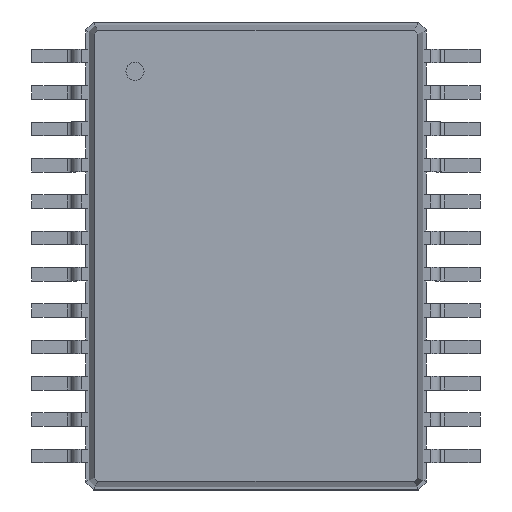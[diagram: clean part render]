
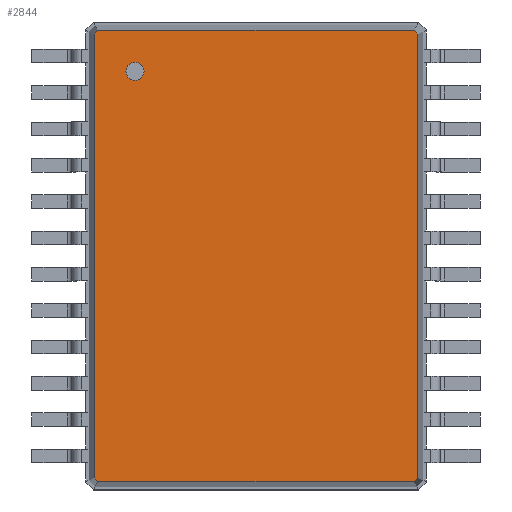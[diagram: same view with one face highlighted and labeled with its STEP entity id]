
A CAD part, top view. The second image highlights one B-rep face of the part: STEP entity #2844.
In plain terms, the highlighted planar face has unit normal (0, 0, 1).
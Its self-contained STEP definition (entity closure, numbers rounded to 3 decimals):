
#13=DIRECTION('',(0.,0.,1.));
#27=VECTOR('',#28,1.);
#28=DIRECTION('',(0.,-1.,0.));
#36=DIRECTION('',(0.,1.,0.));
#58=VECTOR('',#59,1.);
#59=DIRECTION('',(1.,0.,0.));
#130=VECTOR('',#131,1.);
#131=DIRECTION('',(-1.,0.,0.));
#453=VECTOR('',#454,1.);
#454=DIRECTION('',(0.707,-0.707,0.));
#460=VECTOR('',#461,1.);
#461=DIRECTION('',(-0.707,-0.707,0.));
#472=VECTOR('',#473,1.);
#473=DIRECTION('',(-0.707,0.707,0.));
#479=VECTOR('',#36,1.);
#483=VECTOR('',#484,1.);
#484=DIRECTION('',(0.707,0.707,0.));
#1068=VERTEX_POINT('',#1069);
#1069=CARTESIAN_POINT('',(3.564,-4.882,1.6));
#1071=ORIENTED_EDGE('',*,*,#1072,.F.);
#1072=EDGE_CURVE('',#1073,#1068,#1075,.T.);
#1073=VERTEX_POINT('',#1074);
#1074=CARTESIAN_POINT('',(3.564,4.882,1.6));
#1075=LINE('',#1074,#27);
#2835=ORIENTED_EDGE('',*,*,#2836,.F.);
#2836=EDGE_CURVE('',#2837,#1073,#2839,.T.);
#2837=VERTEX_POINT('',#2838);
#2838=CARTESIAN_POINT('',(3.482,4.964,1.6));
#2839=LINE('',#2838,#453);
#2844=ADVANCED_FACE('',(#2845,#2875),#2884,.T.);
#2845=FACE_BOUND('',#2846,.T.);
#2846=EDGE_LOOP('',(#2847,#2852,#2857,#2862,#2867,#2872,#1071,#2835));
#2847=ORIENTED_EDGE('',*,*,#2848,.F.);
#2848=EDGE_CURVE('',#2849,#2837,#2851,.T.);
#2849=VERTEX_POINT('',#2850);
#2850=CARTESIAN_POINT('',(-3.482,4.964,1.6));
#2851=LINE('',#2850,#58);
#2852=ORIENTED_EDGE('',*,*,#2853,.F.);
#2853=EDGE_CURVE('',#2854,#2849,#2856,.T.);
#2854=VERTEX_POINT('',#2855);
#2855=CARTESIAN_POINT('',(-3.564,4.882,1.6));
#2856=LINE('',#2855,#483);
#2857=ORIENTED_EDGE('',*,*,#2858,.F.);
#2858=EDGE_CURVE('',#2859,#2854,#2861,.T.);
#2859=VERTEX_POINT('',#2860);
#2860=CARTESIAN_POINT('',(-3.564,-4.882,1.6));
#2861=LINE('',#2860,#479);
#2862=ORIENTED_EDGE('',*,*,#2863,.F.);
#2863=EDGE_CURVE('',#2864,#2859,#2866,.T.);
#2864=VERTEX_POINT('',#2865);
#2865=CARTESIAN_POINT('',(-3.482,-4.964,1.6));
#2866=LINE('',#2865,#472);
#2867=ORIENTED_EDGE('',*,*,#2868,.F.);
#2868=EDGE_CURVE('',#2869,#2864,#2871,.T.);
#2869=VERTEX_POINT('',#2870);
#2870=CARTESIAN_POINT('',(3.482,-4.964,1.6));
#2871=LINE('',#2870,#130);
#2872=ORIENTED_EDGE('',*,*,#2873,.F.);
#2873=EDGE_CURVE('',#1068,#2869,#2874,.T.);
#2874=LINE('',#1069,#460);
#2875=FACE_BOUND('',#2876,.T.);
#2876=EDGE_LOOP('',(#2877));
#2877=ORIENTED_EDGE('',*,*,#2878,.F.);
#2878=EDGE_CURVE('',#2879,#2879,#2881,.T.);
#2879=VERTEX_POINT('',#2880);
#2880=CARTESIAN_POINT('',(-2.664,3.864,1.6));
#2881=CIRCLE('',#2882,0.2);
#2882=AXIS2_PLACEMENT_3D('',#2883,#13,#28);
#2883=CARTESIAN_POINT('',(-2.664,4.064,1.6));
#2884=PLANE('',#2885);
#2885=AXIS2_PLACEMENT_3D('',#2850,#13,#2886);
#2886=DIRECTION('',(0.574,-0.819,0.));
